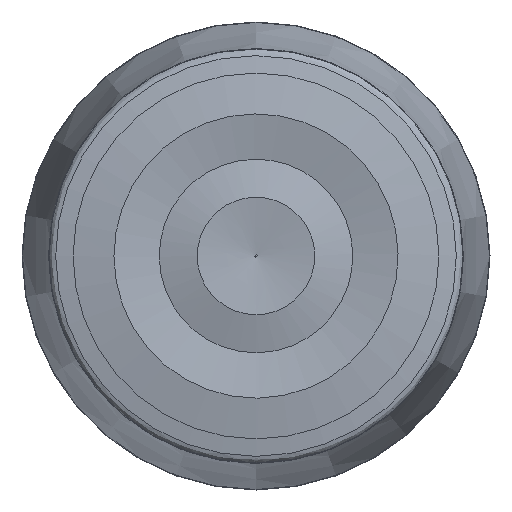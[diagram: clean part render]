
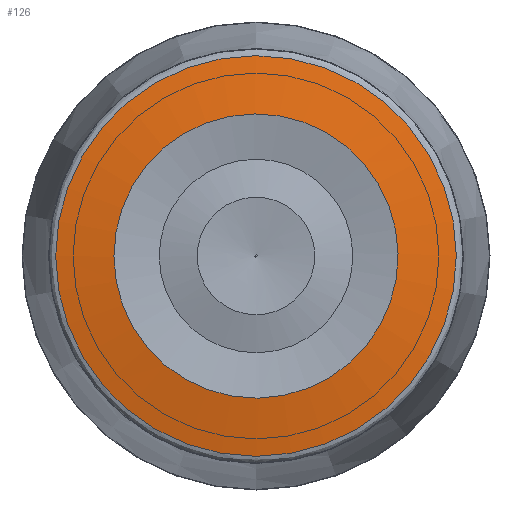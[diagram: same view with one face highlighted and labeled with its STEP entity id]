
A CAD part, left-side view. The second image highlights one B-rep face of the part: STEP entity #126.
In plain terms, the highlighted face is a revolution surface.
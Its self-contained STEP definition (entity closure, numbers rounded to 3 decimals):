
#26=SURFACE_OF_REVOLUTION('',#48,#37);
#37=AXIS1_PLACEMENT('',#688,#579);
#48=LINE('',#687,#57);
#57=VECTOR('',#578,5.562);
#126=ADVANCED_FACE('',(#183,#184),#26,.T.);
#183=FACE_BOUND('',#245,.T.);
#184=FACE_BOUND('',#246,.T.);
#245=EDGE_LOOP('',(#307));
#246=EDGE_LOOP('',(#308));
#307=ORIENTED_EDGE('',*,*,#381,.F.);
#308=ORIENTED_EDGE('',*,*,#379,.T.);
#348=VERTEX_POINT('',#680);
#350=VERTEX_POINT('',#686);
#379=EDGE_CURVE('',#348,#348,#410,.T.);
#381=EDGE_CURVE('',#350,#350,#412,.T.);
#410=CIRCLE('',#466,13.359);
#412=CIRCLE('',#468,18.833);
#466=AXIS2_PLACEMENT_3D('',#679,#570,#571);
#468=AXIS2_PLACEMENT_3D('',#685,#576,#577);
#570=DIRECTION('',(1.,0.,0.));
#571=DIRECTION('',(0.,0.,-1.));
#576=DIRECTION('',(1.,0.,0.));
#577=DIRECTION('',(0.,0.,-1.));
#578=DIRECTION('',(0.166,-0.986,0.));
#579=DIRECTION('',(1.,0.,0.));
#679=CARTESIAN_POINT('',(0.05,0.,0.));
#680=CARTESIAN_POINT('',(0.05,0.,-13.359));
#685=CARTESIAN_POINT('',(0.971,0.,0.));
#686=CARTESIAN_POINT('',(0.971,0.,-18.833));
#687=CARTESIAN_POINT('',(0.05,-13.321,1.));
#688=CARTESIAN_POINT('',(3.1,0.,0.));
